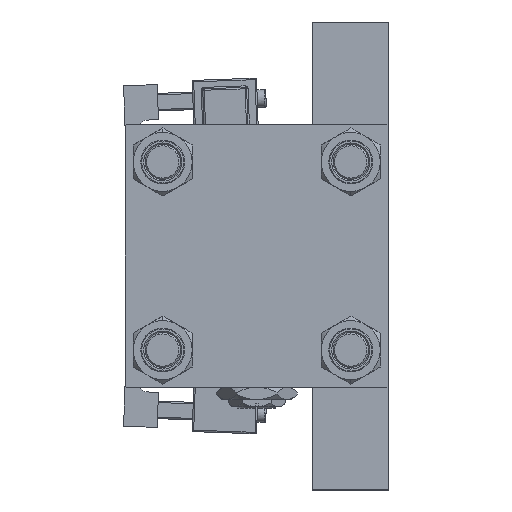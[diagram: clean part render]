
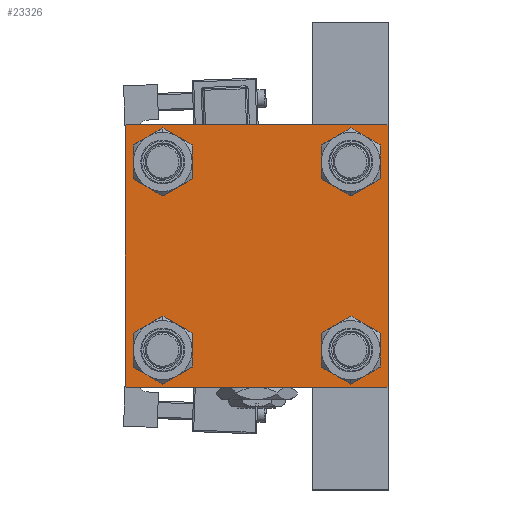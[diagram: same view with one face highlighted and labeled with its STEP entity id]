
A CAD part, left-side view. The second image highlights one B-rep face of the part: STEP entity #23326.
In plain terms, the highlighted planar face has unit normal (-1, 0, 0).
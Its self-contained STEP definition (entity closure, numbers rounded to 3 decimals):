
#654 = CARTESIAN_POINT ( 'NONE',  ( 0., 44.5, 45. ) ) ;
#1485 = ORIENTED_EDGE ( 'NONE', *, *, #19171, .F. ) ;
#1572 = VERTEX_POINT ( 'NONE', #7613 ) ;
#1807 = VERTEX_POINT ( 'NONE', #6992 ) ;
#1967 = CIRCLE ( 'NONE', #48818, 6.5 ) ;
#1974 = DIRECTION ( 'NONE',  ( 1., 0., 0. ) ) ;
#2257 = ORIENTED_EDGE ( 'NONE', *, *, #30973, .T. ) ;
#2587 = CIRCLE ( 'NONE', #27324, 6.5 ) ;
#3934 = CIRCLE ( 'NONE', #7494, 6.5 ) ;
#4036 = EDGE_CURVE ( 'NONE', #21865, #33973, #50031, .T. ) ;
#4990 = EDGE_CURVE ( 'NONE', #12011, #1807, #35862, .T. ) ;
#5272 = VERTEX_POINT ( 'NONE', #8452 ) ;
#5406 = EDGE_CURVE ( 'NONE', #31868, #11558, #5923, .T. ) ;
#5722 = VERTEX_POINT ( 'NONE', #48221 ) ;
#5913 = EDGE_CURVE ( 'NONE', #12744, #20692, #47588, .T. ) ;
#5923 = LINE ( 'NONE', #52724, #35470 ) ;
#6424 = ORIENTED_EDGE ( 'NONE', *, *, #40634, .T. ) ;
#6694 = AXIS2_PLACEMENT_3D ( 'NONE', #53053, #10690, #39753 ) ;
#6992 = CARTESIAN_POINT ( 'NONE',  ( 0., -44.5, -45. ) ) ;
#7234 = CARTESIAN_POINT ( 'NONE',  ( 0., -44.5, 45. ) ) ;
#7471 = VECTOR ( 'NONE', #53060, 1000. ) ;
#7494 = AXIS2_PLACEMENT_3D ( 'NONE', #53651, #41185, #11565 ) ;
#7613 = CARTESIAN_POINT ( 'NONE',  ( 0., 32.15, -25.65 ) ) ;
#8327 = DIRECTION ( 'NONE',  ( 0., 0., 1. ) ) ;
#8452 = CARTESIAN_POINT ( 'NONE',  ( 0., -45., -44.5 ) ) ;
#10690 = DIRECTION ( 'NONE',  ( 1., 0., 0. ) ) ;
#10714 = VERTEX_POINT ( 'NONE', #38887 ) ;
#10856 = FACE_BOUND ( 'NONE', #50030, .T. ) ;
#10891 = EDGE_LOOP ( 'NONE', ( #24142, #41602, #23895, #20607, #1485, #6424, #11119, #38273 ) ) ;
#11028 = VERTEX_POINT ( 'NONE', #20292 ) ;
#11119 = ORIENTED_EDGE ( 'NONE', *, *, #16244, .F. ) ;
#11202 = VERTEX_POINT ( 'NONE', #7234 ) ;
#11338 = AXIS2_PLACEMENT_3D ( 'NONE', #29062, #25452, #8327 ) ;
#11558 = VERTEX_POINT ( 'NONE', #15733 ) ;
#11565 = DIRECTION ( 'NONE',  ( 0., 0., 1. ) ) ;
#12011 = VERTEX_POINT ( 'NONE', #15919 ) ;
#12173 = DIRECTION ( 'NONE',  ( 1., 0., 0. ) ) ;
#12238 = VERTEX_POINT ( 'NONE', #19939 ) ;
#12451 = LINE ( 'NONE', #49569, #37787 ) ;
#12744 = VERTEX_POINT ( 'NONE', #52801 ) ;
#13248 = CIRCLE ( 'NONE', #53936, 6.5 ) ;
#13375 = DIRECTION ( 'NONE',  ( 0., -1., 0. ) ) ;
#14713 = DIRECTION ( 'NONE',  ( 0., 0., 1. ) ) ;
#15670 = EDGE_CURVE ( 'NONE', #10714, #12011, #19148, .T. ) ;
#15733 = CARTESIAN_POINT ( 'NONE',  ( 0., 45., 44.5 ) ) ;
#15768 = DIRECTION ( 'NONE',  ( 1., 0., 0. ) ) ;
#15919 = CARTESIAN_POINT ( 'NONE',  ( 0., 44.5, -45. ) ) ;
#16244 = EDGE_CURVE ( 'NONE', #31868, #11202, #35218, .T. ) ;
#18002 = CARTESIAN_POINT ( 'NONE',  ( 0., 32.15, 25.65 ) ) ;
#18347 = CIRCLE ( 'NONE', #28936, 6.5 ) ;
#18439 = CARTESIAN_POINT ( 'NONE',  ( 0., 45., -45. ) ) ;
#19141 = FACE_BOUND ( 'NONE', #42159, .T. ) ;
#19148 = LINE ( 'NONE', #52957, #51744 ) ;
#19171 = EDGE_CURVE ( 'NONE', #11028, #5272, #50162, .T. ) ;
#19939 = CARTESIAN_POINT ( 'NONE',  ( 0., -32.15, -38.65 ) ) ;
#20292 = CARTESIAN_POINT ( 'NONE',  ( 0., -45., 44.5 ) ) ;
#20607 = ORIENTED_EDGE ( 'NONE', *, *, #38422, .T. ) ;
#20692 = VERTEX_POINT ( 'NONE', #24600 ) ;
#20747 = EDGE_CURVE ( 'NONE', #20692, #12744, #18347, .T. ) ;
#21865 = VERTEX_POINT ( 'NONE', #23405 ) ;
#23326 = ADVANCED_FACE ( 'NONE', ( #10856, #19141, #39649, #35473, #52672 ), #44627, .T. ) ;
#23405 = CARTESIAN_POINT ( 'NONE',  ( 0., 32.15, 38.65 ) ) ;
#23545 = VECTOR ( 'NONE', #52022, 1000. ) ;
#23895 = ORIENTED_EDGE ( 'NONE', *, *, #4990, .T. ) ;
#24142 = ORIENTED_EDGE ( 'NONE', *, *, #41919, .T. ) ;
#24449 = AXIS2_PLACEMENT_3D ( 'NONE', #32924, #15768, #32657 ) ;
#24600 = CARTESIAN_POINT ( 'NONE',  ( 0., -32.15, 25.65 ) ) ;
#25452 = DIRECTION ( 'NONE',  ( 1., 0., 0. ) ) ;
#25660 = EDGE_LOOP ( 'NONE', ( #48250, #40796 ) ) ;
#26338 = ORIENTED_EDGE ( 'NONE', *, *, #5913, .T. ) ;
#26844 = EDGE_CURVE ( 'NONE', #1572, #52447, #2587, .T. ) ;
#27044 = CARTESIAN_POINT ( 'NONE',  ( 0., -44.75, -44.75 ) ) ;
#27081 = VECTOR ( 'NONE', #33783, 1000. ) ;
#27181 = DIRECTION ( 'NONE',  ( 0., 0., 1. ) ) ;
#27324 = AXIS2_PLACEMENT_3D ( 'NONE', #31588, #1974, #39359 ) ;
#28936 = AXIS2_PLACEMENT_3D ( 'NONE', #37348, #12173, #46211 ) ;
#29062 = CARTESIAN_POINT ( 'NONE',  ( 0., -32.15, 32.15 ) ) ;
#29107 = EDGE_CURVE ( 'NONE', #5722, #12238, #13248, .T. ) ;
#30973 = EDGE_CURVE ( 'NONE', #52447, #1572, #1967, .T. ) ;
#31334 = DIRECTION ( 'NONE',  ( 1., 0., 0. ) ) ;
#31588 = CARTESIAN_POINT ( 'NONE',  ( 0., 32.15, -32.15 ) ) ;
#31868 = VERTEX_POINT ( 'NONE', #654 ) ;
#32657 = DIRECTION ( 'NONE',  ( 0., 0., 1. ) ) ;
#32704 = CARTESIAN_POINT ( 'NONE',  ( 0., -45., 45. ) ) ;
#32924 = CARTESIAN_POINT ( 'NONE',  ( 0., -32.15, -32.15 ) ) ;
#33354 = CARTESIAN_POINT ( 'NONE',  ( 0., 32.15, -38.65 ) ) ;
#33783 = DIRECTION ( 'NONE',  ( 0., 0., -1. ) ) ;
#33973 = VERTEX_POINT ( 'NONE', #18002 ) ;
#34038 = VECTOR ( 'NONE', #13375, 1000. ) ;
#35092 = LINE ( 'NONE', #35638, #23545 ) ;
#35218 = LINE ( 'NONE', #43271, #34038 ) ;
#35346 = LINE ( 'NONE', #27044, #39410 ) ;
#35470 = VECTOR ( 'NONE', #39699, 1000. ) ;
#35473 = FACE_BOUND ( 'NONE', #25660, .T. ) ;
#35479 = CARTESIAN_POINT ( 'NONE',  ( 0., -32.15, -32.15 ) ) ;
#35551 = EDGE_CURVE ( 'NONE', #33973, #21865, #3934, .T. ) ;
#35638 = CARTESIAN_POINT ( 'NONE',  ( 0., -44.75, 44.75 ) ) ;
#35862 = LINE ( 'NONE', #18439, #7471 ) ;
#36026 = CARTESIAN_POINT ( 'NONE',  ( 0., 0., 0. ) ) ;
#36889 = ORIENTED_EDGE ( 'NONE', *, *, #26844, .T. ) ;
#37348 = CARTESIAN_POINT ( 'NONE',  ( 0., -32.15, 32.15 ) ) ;
#37787 = VECTOR ( 'NONE', #49848, 1000. ) ;
#38273 = ORIENTED_EDGE ( 'NONE', *, *, #5406, .T. ) ;
#38422 = EDGE_CURVE ( 'NONE', #1807, #5272, #35346, .T. ) ;
#38784 = ORIENTED_EDGE ( 'NONE', *, *, #20747, .T. ) ;
#38887 = CARTESIAN_POINT ( 'NONE',  ( 0., 45., -44.5 ) ) ;
#39097 = ORIENTED_EDGE ( 'NONE', *, *, #29107, .T. ) ;
#39359 = DIRECTION ( 'NONE',  ( 0., 0., 1. ) ) ;
#39380 = DIRECTION ( 'NONE',  ( 0., -0.707, -0.707 ) ) ;
#39410 = VECTOR ( 'NONE', #47567, 1000. ) ;
#39649 = FACE_BOUND ( 'NONE', #42289, .T. ) ;
#39699 = DIRECTION ( 'NONE',  ( 0., 0.707, -0.707 ) ) ;
#39753 = DIRECTION ( 'NONE',  ( 0., 0., 1. ) ) ;
#40634 = EDGE_CURVE ( 'NONE', #11028, #11202, #35092, .T. ) ;
#40796 = ORIENTED_EDGE ( 'NONE', *, *, #35551, .T. ) ;
#40994 = EDGE_CURVE ( 'NONE', #12238, #5722, #41276, .T. ) ;
#41185 = DIRECTION ( 'NONE',  ( 1., 0., 0. ) ) ;
#41276 = CIRCLE ( 'NONE', #24449, 6.5 ) ;
#41602 = ORIENTED_EDGE ( 'NONE', *, *, #15670, .T. ) ;
#41919 = EDGE_CURVE ( 'NONE', #11558, #10714, #12451, .T. ) ;
#42159 = EDGE_LOOP ( 'NONE', ( #39097, #47449 ) ) ;
#42289 = EDGE_LOOP ( 'NONE', ( #36889, #2257 ) ) ;
#43271 = CARTESIAN_POINT ( 'NONE',  ( 0., 45., 45. ) ) ;
#44627 = PLANE ( 'NONE',  #45749 ) ;
#44975 = DIRECTION ( 'NONE',  ( 0., 0., 1. ) ) ;
#45749 = AXIS2_PLACEMENT_3D ( 'NONE', #36026, #52951, #14713 ) ;
#46211 = DIRECTION ( 'NONE',  ( 0., 0., 1. ) ) ;
#47449 = ORIENTED_EDGE ( 'NONE', *, *, #40994, .T. ) ;
#47567 = DIRECTION ( 'NONE',  ( 0., -0.707, 0.707 ) ) ;
#47588 = CIRCLE ( 'NONE', #11338, 6.5 ) ;
#48221 = CARTESIAN_POINT ( 'NONE',  ( 0., -32.15, -25.65 ) ) ;
#48250 = ORIENTED_EDGE ( 'NONE', *, *, #4036, .T. ) ;
#48818 = AXIS2_PLACEMENT_3D ( 'NONE', #49136, #52760, #44975 ) ;
#49136 = CARTESIAN_POINT ( 'NONE',  ( 0., 32.15, -32.15 ) ) ;
#49569 = CARTESIAN_POINT ( 'NONE',  ( 0., 45., 45. ) ) ;
#49848 = DIRECTION ( 'NONE',  ( 0., 0., -1. ) ) ;
#50030 = EDGE_LOOP ( 'NONE', ( #26338, #38784 ) ) ;
#50031 = CIRCLE ( 'NONE', #6694, 6.5 ) ;
#50162 = LINE ( 'NONE', #32704, #27081 ) ;
#51744 = VECTOR ( 'NONE', #39380, 1000. ) ;
#52022 = DIRECTION ( 'NONE',  ( 0., 0.707, 0.707 ) ) ;
#52447 = VERTEX_POINT ( 'NONE', #33354 ) ;
#52672 = FACE_OUTER_BOUND ( 'NONE', #10891, .T. ) ;
#52724 = CARTESIAN_POINT ( 'NONE',  ( 0., 44.75, 44.75 ) ) ;
#52760 = DIRECTION ( 'NONE',  ( 1., 0., 0. ) ) ;
#52801 = CARTESIAN_POINT ( 'NONE',  ( 0., -32.15, 38.65 ) ) ;
#52951 = DIRECTION ( 'NONE',  ( -1., 0., 0. ) ) ;
#52957 = CARTESIAN_POINT ( 'NONE',  ( 0., 44.75, -44.75 ) ) ;
#53053 = CARTESIAN_POINT ( 'NONE',  ( 0., 32.15, 32.15 ) ) ;
#53060 = DIRECTION ( 'NONE',  ( 0., -1., 0. ) ) ;
#53651 = CARTESIAN_POINT ( 'NONE',  ( 0., 32.15, 32.15 ) ) ;
#53936 = AXIS2_PLACEMENT_3D ( 'NONE', #35479, #31334, #27181 ) ;
